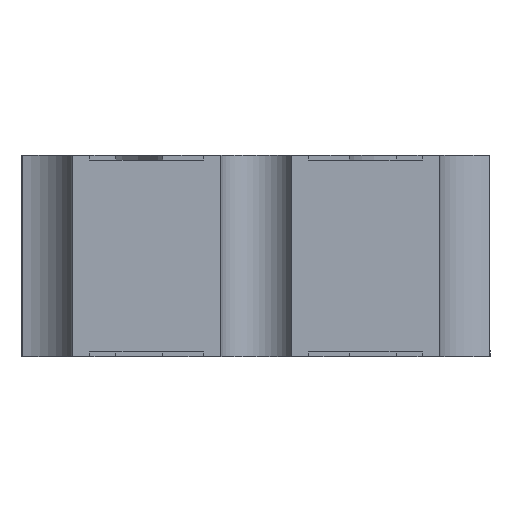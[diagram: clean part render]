
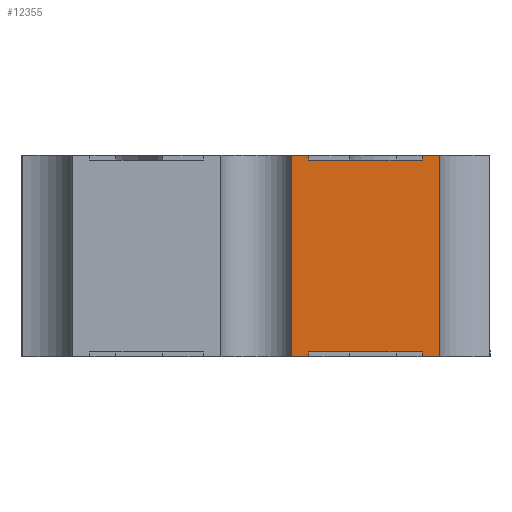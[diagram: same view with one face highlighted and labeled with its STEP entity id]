
A CAD part, left-side view. The second image highlights one B-rep face of the part: STEP entity #12355.
In plain terms, the highlighted planar face has unit normal (-1, 0, 0).
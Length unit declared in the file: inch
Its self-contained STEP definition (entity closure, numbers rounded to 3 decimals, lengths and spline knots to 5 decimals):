
#7 = AXIS2_PLACEMENT_3D ( 'NONE', #7676, #14249, #11005 ) ;
#11 = EDGE_CURVE ( 'NONE', #4805, #4287, #2455, .T. ) ;
#274 = VERTEX_POINT ( 'NONE', #2156 ) ;
#757 = EDGE_CURVE ( 'NONE', #13391, #4805, #5889, .T. ) ;
#765 = EDGE_CURVE ( 'NONE', #2609, #14159, #9220, .T. ) ;
#1256 = VERTEX_POINT ( 'NONE', #11889 ) ;
#1311 = VECTOR ( 'NONE', #6194, 39.37008 ) ;
#1490 = EDGE_CURVE ( 'NONE', #8667, #2121, #4205, .T. ) ;
#1693 = CARTESIAN_POINT ( 'NONE',  ( -0.125, -0.071, 0.002 ) ) ;
#2076 = CARTESIAN_POINT ( 'NONE',  ( -0.125, -0.0225, 0.002 ) ) ;
#2121 = VERTEX_POINT ( 'NONE', #1693 ) ;
#2156 = CARTESIAN_POINT ( 'NONE',  ( -0.125, -0.01497, 0.086 ) ) ;
#2455 = LINE ( 'NONE', #7154, #3952 ) ;
#2609 = VERTEX_POINT ( 'NONE', #8253 ) ;
#2625 = VECTOR ( 'NONE', #13823, 39.37008 ) ;
#2742 = VECTOR ( 'NONE', #8433, 39.37008 ) ;
#2799 = ORIENTED_EDGE ( 'NONE', *, *, #12354, .T. ) ;
#2962 = CARTESIAN_POINT ( 'NONE',  ( -0.125, -0.07831, 0. ) ) ;
#3059 = CARTESIAN_POINT ( 'NONE',  ( -0.125, -0.07831, 0.002 ) ) ;
#3075 = LINE ( 'NONE', #12984, #2742 ) ;
#3262 = PLANE ( 'NONE',  #7 ) ;
#3301 = DIRECTION ( 'NONE',  ( 0., 0., -1. ) ) ;
#3370 = CARTESIAN_POINT ( 'NONE',  ( -0.125, -0.0225, 0.002 ) ) ;
#3640 = CARTESIAN_POINT ( 'NONE',  ( -0.125, 0.104, 0.084 ) ) ;
#3945 = DIRECTION ( 'NONE',  ( 0., 0., 1. ) ) ;
#3952 = VECTOR ( 'NONE', #10267, 39.37008 ) ;
#4003 = ORIENTED_EDGE ( 'NONE', *, *, #4221, .F. ) ;
#4037 = VERTEX_POINT ( 'NONE', #8456 ) ;
#4127 = VERTEX_POINT ( 'NONE', #6643 ) ;
#4205 = LINE ( 'NONE', #13171, #8583 ) ;
#4221 = EDGE_CURVE ( 'NONE', #8667, #1256, #5555, .T. ) ;
#4287 = VERTEX_POINT ( 'NONE', #7941 ) ;
#4541 = EDGE_CURVE ( 'NONE', #4127, #1256, #6772, .T. ) ;
#4805 = VERTEX_POINT ( 'NONE', #10939 ) ;
#5327 = DIRECTION ( 'NONE',  ( 0., -1., 0. ) ) ;
#5399 = LINE ( 'NONE', #10609, #1311 ) ;
#5524 = VECTOR ( 'NONE', #9842, 39.37008 ) ;
#5555 = LINE ( 'NONE', #2076, #9388 ) ;
#5644 = CARTESIAN_POINT ( 'NONE',  ( -0.125, 0.104, 0.086 ) ) ;
#5657 = ORIENTED_EDGE ( 'NONE', *, *, #8507, .T. ) ;
#5773 = VECTOR ( 'NONE', #9148, 39.37008 ) ;
#5889 = LINE ( 'NONE', #3640, #5773 ) ;
#6194 = DIRECTION ( 'NONE',  ( 0., 0., -1. ) ) ;
#6441 = ORIENTED_EDGE ( 'NONE', *, *, #9910, .T. ) ;
#6502 = DIRECTION ( 'NONE',  ( 0., 0., -1. ) ) ;
#6591 = LINE ( 'NONE', #5644, #5524 ) ;
#6643 = CARTESIAN_POINT ( 'NONE',  ( -0.125, -0.01497, 0. ) ) ;
#6772 = LINE ( 'NONE', #11182, #8935 ) ;
#6836 = EDGE_CURVE ( 'NONE', #2609, #9184, #12816, .T. ) ;
#7154 = CARTESIAN_POINT ( 'NONE',  ( -0.125, -0.0225, 0.084 ) ) ;
#7676 = CARTESIAN_POINT ( 'NONE',  ( -0.125, -0.07831, 0.002 ) ) ;
#7928 = DIRECTION ( 'NONE',  ( 0., 1., 0. ) ) ;
#7941 = CARTESIAN_POINT ( 'NONE',  ( -0.125, -0.0225, 0.086 ) ) ;
#8128 = CARTESIAN_POINT ( 'NONE',  ( -0.125, 0.104, 0.086 ) ) ;
#8253 = CARTESIAN_POINT ( 'NONE',  ( -0.125, -0.07831, 0.086 ) ) ;
#8433 = DIRECTION ( 'NONE',  ( 0., -1., 0. ) ) ;
#8456 = CARTESIAN_POINT ( 'NONE',  ( -0.125, -0.071, 0. ) ) ;
#8507 = EDGE_CURVE ( 'NONE', #274, #4127, #5399, .T. ) ;
#8583 = VECTOR ( 'NONE', #8764, 39.37008 ) ;
#8667 = VERTEX_POINT ( 'NONE', #3370 ) ;
#8728 = EDGE_CURVE ( 'NONE', #2121, #4037, #9883, .T. ) ;
#8764 = DIRECTION ( 'NONE',  ( 0., -1., 0. ) ) ;
#8935 = VECTOR ( 'NONE', #5327, 39.37008 ) ;
#9148 = DIRECTION ( 'NONE',  ( 0., 1., 0. ) ) ;
#9184 = VERTEX_POINT ( 'NONE', #2962 ) ;
#9197 = ORIENTED_EDGE ( 'NONE', *, *, #1490, .T. ) ;
#9220 = LINE ( 'NONE', #8128, #10158 ) ;
#9242 = ORIENTED_EDGE ( 'NONE', *, *, #8728, .T. ) ;
#9388 = VECTOR ( 'NONE', #6502, 39.37008 ) ;
#9533 = ORIENTED_EDGE ( 'NONE', *, *, #12745, .F. ) ;
#9701 = ORIENTED_EDGE ( 'NONE', *, *, #6836, .F. ) ;
#9842 = DIRECTION ( 'NONE',  ( 0., 1., 0. ) ) ;
#9883 = LINE ( 'NONE', #14290, #11263 ) ;
#9910 = EDGE_CURVE ( 'NONE', #4037, #9184, #3075, .T. ) ;
#10158 = VECTOR ( 'NONE', #7928, 39.37008 ) ;
#10267 = DIRECTION ( 'NONE',  ( 0., 0., 1. ) ) ;
#10406 = CARTESIAN_POINT ( 'NONE',  ( -0.125, -0.071, 0.086 ) ) ;
#10609 = CARTESIAN_POINT ( 'NONE',  ( -0.125, -0.01497, 0.002 ) ) ;
#10939 = CARTESIAN_POINT ( 'NONE',  ( -0.125, -0.0225, 0.084 ) ) ;
#11005 = DIRECTION ( 'NONE',  ( 0., 1., 0. ) ) ;
#11111 = VECTOR ( 'NONE', #3945, 39.37008 ) ;
#11182 = CARTESIAN_POINT ( 'NONE',  ( -0.125, -0.07831, 0. ) ) ;
#11263 = VECTOR ( 'NONE', #3301, 39.37008 ) ;
#11389 = ORIENTED_EDGE ( 'NONE', *, *, #11, .T. ) ;
#11467 = ORIENTED_EDGE ( 'NONE', *, *, #4541, .T. ) ;
#11889 = CARTESIAN_POINT ( 'NONE',  ( -0.125, -0.0225, 0. ) ) ;
#11892 = ORIENTED_EDGE ( 'NONE', *, *, #765, .T. ) ;
#12354 = EDGE_CURVE ( 'NONE', #4287, #274, #6591, .T. ) ;
#12355 = ADVANCED_FACE ( 'NONE', ( #14323 ), #3262, .F. ) ;
#12399 = CARTESIAN_POINT ( 'NONE',  ( -0.125, -0.071, 0.084 ) ) ;
#12745 = EDGE_CURVE ( 'NONE', #13391, #14159, #14074, .T. ) ;
#12816 = LINE ( 'NONE', #3059, #2625 ) ;
#12984 = CARTESIAN_POINT ( 'NONE',  ( -0.125, -0.07831, 0. ) ) ;
#13160 = ORIENTED_EDGE ( 'NONE', *, *, #757, .T. ) ;
#13171 = CARTESIAN_POINT ( 'NONE',  ( -0.125, -0.071, 0.002 ) ) ;
#13391 = VERTEX_POINT ( 'NONE', #12399 ) ;
#13771 = CARTESIAN_POINT ( 'NONE',  ( -0.125, -0.071, 0.084 ) ) ;
#13823 = DIRECTION ( 'NONE',  ( 0., 0., -1. ) ) ;
#14074 = LINE ( 'NONE', #13771, #11111 ) ;
#14159 = VERTEX_POINT ( 'NONE', #10406 ) ;
#14191 = EDGE_LOOP ( 'NONE', ( #9533, #13160, #11389, #2799, #5657, #11467, #4003, #9197, #9242, #6441, #9701, #11892 ) ) ;
#14249 = DIRECTION ( 'NONE',  ( 1., 0., 0. ) ) ;
#14290 = CARTESIAN_POINT ( 'NONE',  ( -0.125, -0.071, 0.002 ) ) ;
#14323 = FACE_OUTER_BOUND ( 'NONE', #14191, .T. ) ;
